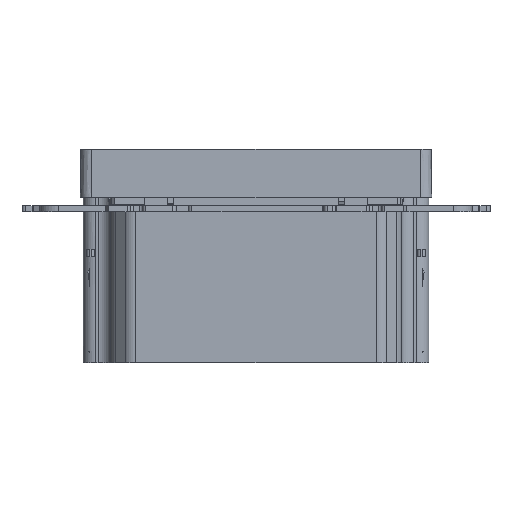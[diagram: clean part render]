
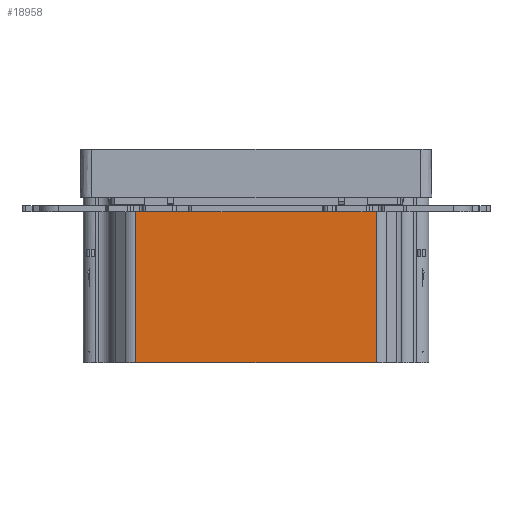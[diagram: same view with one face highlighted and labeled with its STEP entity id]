
A CAD part, front view. The second image highlights one B-rep face of the part: STEP entity #18958.
In plain terms, the highlighted planar face has unit normal (0, -1, 0).
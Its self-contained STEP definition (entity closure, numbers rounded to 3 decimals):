
#785 = CARTESIAN_POINT ( 'NONE',  ( 12.293, 11.25, -25.011 ) ) ;
#885 = VECTOR ( 'NONE', #2387, 1000. ) ;
#1300 = VECTOR ( 'NONE', #4420, 1000. ) ;
#1323 = EDGE_CURVE ( 'NONE', #19263, #3585, #18148, .T. ) ;
#1693 = DIRECTION ( 'NONE',  ( 1., 0., 0. ) ) ;
#1935 = EDGE_LOOP ( 'NONE', ( #12740, #21165, #10151, #8798 ) ) ;
#1937 = CARTESIAN_POINT ( 'NONE',  ( 50.507, 11.25, -25.011 ) ) ;
#2387 = DIRECTION ( 'NONE',  ( 0., 0., 1. ) ) ;
#3123 = AXIS2_PLACEMENT_3D ( 'NONE', #17141, #15237, #8125 ) ;
#3351 = CARTESIAN_POINT ( 'NONE',  ( 50.507, 11.25, -1. ) ) ;
#3585 = VERTEX_POINT ( 'NONE', #785 ) ;
#4420 = DIRECTION ( 'NONE',  ( -1., 0., 0. ) ) ;
#4554 = CARTESIAN_POINT ( 'NONE',  ( 50.507, 11.25, -1. ) ) ;
#4831 = CARTESIAN_POINT ( 'NONE',  ( 50.507, 11.25, -25.011 ) ) ;
#5003 = LINE ( 'NONE', #3351, #21371 ) ;
#5745 = VERTEX_POINT ( 'NONE', #4554 ) ;
#8125 = DIRECTION ( 'NONE',  ( -1., 0., 0. ) ) ;
#8798 = ORIENTED_EDGE ( 'NONE', *, *, #1323, .F. ) ;
#9504 = LINE ( 'NONE', #15076, #21421 ) ;
#10151 = ORIENTED_EDGE ( 'NONE', *, *, #13356, .F. ) ;
#11727 = CARTESIAN_POINT ( 'NONE',  ( 50.507, 11.25, -25.011 ) ) ;
#12740 = ORIENTED_EDGE ( 'NONE', *, *, #19905, .T. ) ;
#13356 = EDGE_CURVE ( 'NONE', #3585, #16176, #9504, .T. ) ;
#14100 = CARTESIAN_POINT ( 'NONE',  ( 12.293, 11.25, -1. ) ) ;
#15076 = CARTESIAN_POINT ( 'NONE',  ( 12.293, 11.25, -25.011 ) ) ;
#15237 = DIRECTION ( 'NONE',  ( 0., 1., 0. ) ) ;
#16176 = VERTEX_POINT ( 'NONE', #14100 ) ;
#17141 = CARTESIAN_POINT ( 'NONE',  ( 50.507, 11.25, -25.011 ) ) ;
#18148 = LINE ( 'NONE', #1937, #1300 ) ;
#18933 = FACE_OUTER_BOUND ( 'NONE', #1935, .T. ) ;
#18958 = ADVANCED_FACE ( 'NONE', ( #18933 ), #20719, .F. ) ;
#19263 = VERTEX_POINT ( 'NONE', #4831 ) ;
#19905 = EDGE_CURVE ( 'NONE', #19263, #5745, #22657, .T. ) ;
#20719 = PLANE ( 'NONE',  #3123 ) ;
#21165 = ORIENTED_EDGE ( 'NONE', *, *, #21249, .F. ) ;
#21249 = EDGE_CURVE ( 'NONE', #16176, #5745, #5003, .T. ) ;
#21371 = VECTOR ( 'NONE', #1693, 1000. ) ;
#21421 = VECTOR ( 'NONE', #22350, 1000. ) ;
#22350 = DIRECTION ( 'NONE',  ( 0., 0., 1. ) ) ;
#22657 = LINE ( 'NONE', #11727, #885 ) ;
